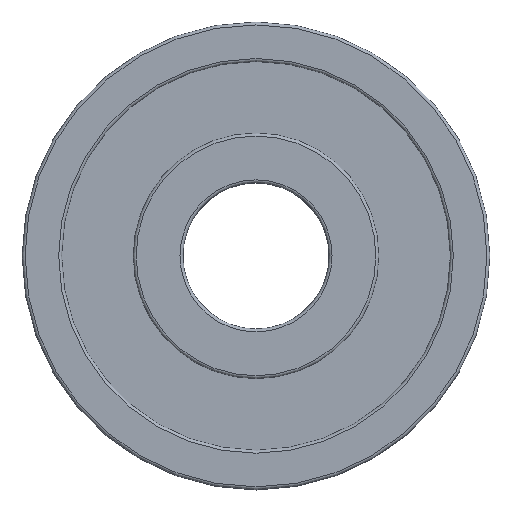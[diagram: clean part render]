
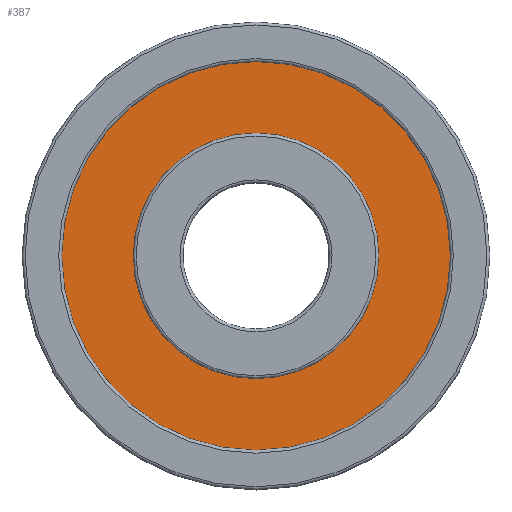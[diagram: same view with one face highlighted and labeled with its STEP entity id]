
A CAD part, top view. The second image highlights one B-rep face of the part: STEP entity #387.
In plain terms, the highlighted planar face has unit normal (0, 0, 1).
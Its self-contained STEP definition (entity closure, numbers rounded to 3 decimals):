
#55=FACE_BOUND('',#126,.T.);
#65=PLANE('',#467);
#91=FACE_OUTER_BOUND('',#125,.T.);
#125=EDGE_LOOP('',(#341));
#126=EDGE_LOOP('',(#342));
#167=CIRCLE('',#462,4.2);
#169=CIRCLE('',#465,6.65);
#199=VERTEX_POINT('',#709);
#201=VERTEX_POINT('',#715);
#245=EDGE_CURVE('',#199,#199,#167,.T.);
#248=EDGE_CURVE('',#201,#201,#169,.T.);
#341=ORIENTED_EDGE('',*,*,#248,.T.);
#342=ORIENTED_EDGE('',*,*,#245,.T.);
#387=ADVANCED_FACE('',(#91,#55),#65,.T.);
#462=AXIS2_PLACEMENT_3D('',#710,#591,#592);
#465=AXIS2_PLACEMENT_3D('',#716,#598,#599);
#467=AXIS2_PLACEMENT_3D('',#720,#603,#604);
#591=DIRECTION('center_axis',(0.,0.,-1.));
#592=DIRECTION('ref_axis',(-1.,0.,0.));
#598=DIRECTION('center_axis',(0.,0.,1.));
#599=DIRECTION('ref_axis',(-1.,0.,0.));
#603=DIRECTION('center_axis',(0.,0.,1.));
#604=DIRECTION('ref_axis',(-1.,0.,0.));
#709=CARTESIAN_POINT('',(4.2,0.,4.9));
#710=CARTESIAN_POINT('Origin',(0.,0.,4.9));
#715=CARTESIAN_POINT('',(6.65,0.,4.9));
#716=CARTESIAN_POINT('Origin',(0.,0.,4.9));
#720=CARTESIAN_POINT('Origin',(0.,0.,4.9));
